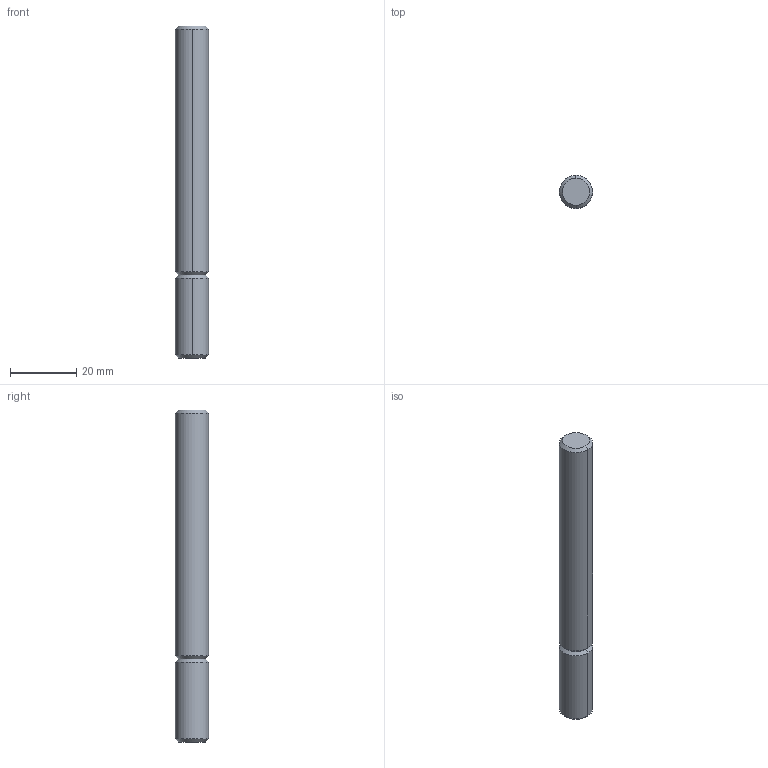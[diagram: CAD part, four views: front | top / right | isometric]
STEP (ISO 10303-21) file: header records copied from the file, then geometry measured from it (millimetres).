
FILE_DESCRIPTION(('STEP AP214'),'1');
FILE_NAME('HALDERN_EH_23040_0603.stp','2021-10-05T09:34:54',('TraceParts'),('TraceParts S.A.'),'Spatial InterOp 3D',' ',' ');
FILE_SCHEMA(('AUTOMOTIVE_DESIGN { 1 0 10303 214 1 1 1 1 }'));
Length unit declared in the file: millimetre
Products named in the file (1): HALDERN_EH_23040_0603
Bounding box: 10 x 10 x 100 mm (x, y, z)
Volume: 7804.1 mm3; surface area: 3279 mm2
Topology: 1 solids, 1 shells, 14 faces, 26 edges, 14 vertices
Faces by surface type: cone 8, cylinder 4, plane 2
Entity records: 480 total; most frequent: DIRECTION 70, CARTESIAN_POINT 55, ORIENTED_EDGE 52, AXIS2_PLACEMENT_3D 29, EDGE_CURVE 26, STYLED_ITEM 15, PRESENTATION_STYLE_ASSIGNMENT 15, SURFACE_STYLE_USAGE 15
